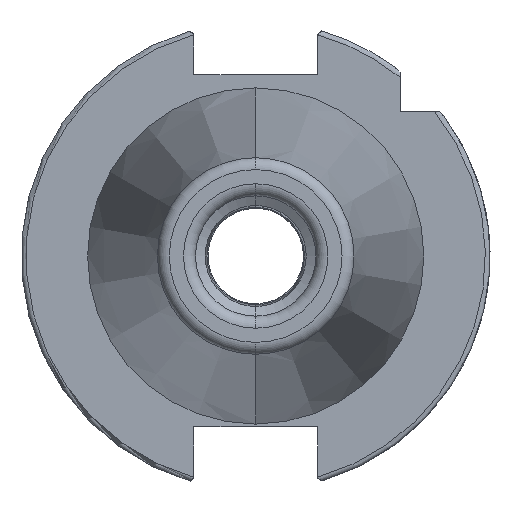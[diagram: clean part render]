
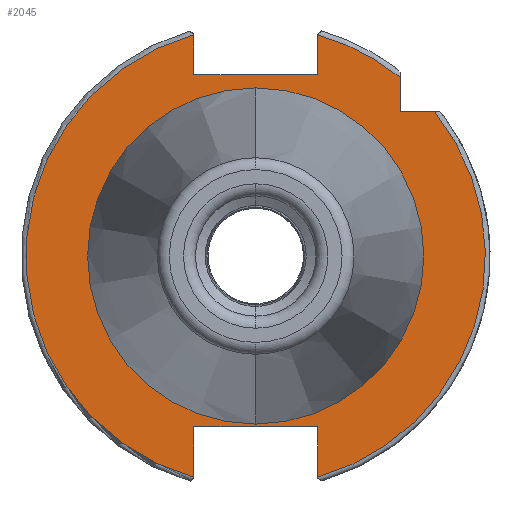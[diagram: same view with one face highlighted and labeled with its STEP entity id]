
A CAD part, left-side view. The second image highlights one B-rep face of the part: STEP entity #2045.
In plain terms, the highlighted planar face has unit normal (-1, 0, 0).
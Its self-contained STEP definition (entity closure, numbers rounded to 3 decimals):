
#56 = VERTEX_POINT ( 'NONE', #3172 ) ;
#184 = VERTEX_POINT ( 'NONE', #2554 ) ;
#214 = FACE_BOUND ( 'NONE', #1863, .T. ) ;
#224 = FACE_OUTER_BOUND ( 'NONE', #1640, .T. ) ;
#272 = VERTEX_POINT ( 'NONE', #1068 ) ;
#314 = ORIENTED_EDGE ( 'NONE', *, *, #2348, .T. ) ;
#321 = ORIENTED_EDGE ( 'NONE', *, *, #623, .T. ) ;
#323 = ORIENTED_EDGE ( 'NONE', *, *, #2687, .F. ) ;
#337 = ORIENTED_EDGE ( 'NONE', *, *, #3020, .F. ) ;
#342 = ORIENTED_EDGE ( 'NONE', *, *, #2411, .F. ) ;
#358 = ORIENTED_EDGE ( 'NONE', *, *, #1720, .F. ) ;
#367 = ORIENTED_EDGE ( 'NONE', *, *, #1381, .F. ) ;
#374 = PLANE ( 'NONE',  #805 ) ;
#393 = ORIENTED_EDGE ( 'NONE', *, *, #3641, .F. ) ;
#399 = ORIENTED_EDGE ( 'NONE', *, *, #3045, .F. ) ;
#406 = ORIENTED_EDGE ( 'NONE', *, *, #3266, .F. ) ;
#421 = CARTESIAN_POINT ( 'NONE',  ( 3.2, 47.725, 0. ) ) ;
#444 = ORIENTED_EDGE ( 'NONE', *, *, #3434, .F. ) ;
#449 = ORIENTED_EDGE ( 'NONE', *, *, #3538, .F. ) ;
#461 = DIRECTION ( 'NONE',  ( -1., 0., 0. ) ) ;
#483 = DIRECTION ( 'NONE',  ( 0., 0., 1. ) ) ;
#623 = EDGE_CURVE ( 'NONE', #2915, #3954, #1283, .T. ) ;
#626 = VECTOR ( 'NONE', #3895, 1000. ) ;
#629 = LINE ( 'NONE', #3359, #626 ) ;
#657 = ORIENTED_EDGE ( 'NONE', *, *, #2914, .F. ) ;
#805 = AXIS2_PLACEMENT_3D ( 'NONE', #421, #461, #483 ) ;
#825 = DIRECTION ( 'NONE',  ( 0., 1., 0. ) ) ;
#834 = DIRECTION ( 'NONE',  ( 0., 0., -1. ) ) ;
#838 = CARTESIAN_POINT ( 'NONE',  ( 3.2, 0., 34.925 ) ) ;
#869 = CARTESIAN_POINT ( 'NONE',  ( 3.2, 0., 0. ) ) ;
#877 = CARTESIAN_POINT ( 'NONE',  ( 3.2, 12.85, -35.5 ) ) ;
#889 = DIRECTION ( 'NONE',  ( 1., 0., 0. ) ) ;
#911 = CIRCLE ( 'NONE', #2487, 47.725 ) ;
#940 = AXIS2_PLACEMENT_3D ( 'NONE', #3696, #3679, #3488 ) ;
#947 = DIRECTION ( 'NONE',  ( 0., 0., -1. ) ) ;
#981 = DIRECTION ( 'NONE',  ( 0., 0., -1. ) ) ;
#1068 = CARTESIAN_POINT ( 'NONE',  ( 3.2, -37.117, 30. ) ) ;
#1104 = CARTESIAN_POINT ( 'NONE',  ( 3.2, -30., 30. ) ) ;
#1137 = CARTESIAN_POINT ( 'NONE',  ( 3.2, -30., 30. ) ) ;
#1148 = DIRECTION ( 'NONE',  ( 1., 0., 0. ) ) ;
#1283 = CIRCLE ( 'NONE', #2747, 34.925 ) ;
#1381 = EDGE_CURVE ( 'NONE', #1627, #2757, #911, .T. ) ;
#1459 = CARTESIAN_POINT ( 'NONE',  ( 3.2, 0., 0. ) ) ;
#1552 = AXIS2_PLACEMENT_3D ( 'NONE', #1459, #1148, #834 ) ;
#1589 = DIRECTION ( 'NONE',  ( 0., 0., -1. ) ) ;
#1616 = DIRECTION ( 'NONE',  ( 1., 0., 0. ) ) ;
#1627 = VERTEX_POINT ( 'NONE', #2755 ) ;
#1640 = EDGE_LOOP ( 'NONE', ( #449, #444, #406, #399, #393, #367, #358, #342, #337, #657, #323 ) ) ;
#1655 = CARTESIAN_POINT ( 'NONE',  ( 3.2, 0., 0. ) ) ;
#1712 = VERTEX_POINT ( 'NONE', #3809 ) ;
#1720 = EDGE_CURVE ( 'NONE', #2713, #1627, #629, .T. ) ;
#1832 = CARTESIAN_POINT ( 'NONE',  ( 3.2, 12.85, 37.7 ) ) ;
#1834 = DIRECTION ( 'NONE',  ( 0., 0., 1. ) ) ;
#1863 = EDGE_LOOP ( 'NONE', ( #321, #314 ) ) ;
#1950 = CARTESIAN_POINT ( 'NONE',  ( 3.2, 12.85, 45.963 ) ) ;
#1955 = CARTESIAN_POINT ( 'NONE',  ( 3.2, 0., 0. ) ) ;
#1969 = DIRECTION ( 'NONE',  ( 1., 0., 0. ) ) ;
#1974 = DIRECTION ( 'NONE',  ( 0., 0., -1. ) ) ;
#2045 = ADVANCED_FACE ( 'NONE', ( #224, #214 ), #374, .T. ) ;
#2348 = EDGE_CURVE ( 'NONE', #3954, #2915, #4195, .T. ) ;
#2350 = AXIS2_PLACEMENT_3D ( 'NONE', #1655, #1616, #1589 ) ;
#2411 = EDGE_CURVE ( 'NONE', #1712, #2713, #4180, .T. ) ;
#2448 = CARTESIAN_POINT ( 'NONE',  ( 3.2, 12.85, 37.7 ) ) ;
#2487 = AXIS2_PLACEMENT_3D ( 'NONE', #869, #889, #947 ) ;
#2523 = DIRECTION ( 'NONE',  ( 0., -1., 0. ) ) ;
#2554 = CARTESIAN_POINT ( 'NONE',  ( 3.2, -30., 37.117 ) ) ;
#2561 = CARTESIAN_POINT ( 'NONE',  ( 3.2, 0., -34.925 ) ) ;
#2659 = CARTESIAN_POINT ( 'NONE',  ( 3.2, -12.85, 45.963 ) ) ;
#2687 = EDGE_CURVE ( 'NONE', #3398, #272, #4071, .T. ) ;
#2713 = VERTEX_POINT ( 'NONE', #2951 ) ;
#2744 = DIRECTION ( 'NONE',  ( 0., -1., 0. ) ) ;
#2747 = AXIS2_PLACEMENT_3D ( 'NONE', #1955, #1969, #1974 ) ;
#2752 = VERTEX_POINT ( 'NONE', #2659 ) ;
#2755 = CARTESIAN_POINT ( 'NONE',  ( 3.2, 12.85, -45.963 ) ) ;
#2757 = VERTEX_POINT ( 'NONE', #1950 ) ;
#2802 = DIRECTION ( 'NONE',  ( 0., 0., 1. ) ) ;
#2914 = EDGE_CURVE ( 'NONE', #272, #3008, #3915, .T. ) ;
#2915 = VERTEX_POINT ( 'NONE', #2561 ) ;
#2951 = CARTESIAN_POINT ( 'NONE',  ( 3.2, 12.85, -35.5 ) ) ;
#3008 = VERTEX_POINT ( 'NONE', #3197 ) ;
#3020 = EDGE_CURVE ( 'NONE', #3008, #1712, #3838, .T. ) ;
#3045 = EDGE_CURVE ( 'NONE', #3862, #56, #3827, .T. ) ;
#3115 = CARTESIAN_POINT ( 'NONE',  ( 3.2, -30., 30. ) ) ;
#3135 = CARTESIAN_POINT ( 'NONE',  ( 3.2, -12.85, -47. ) ) ;
#3172 = CARTESIAN_POINT ( 'NONE',  ( 3.2, -12.85, 37.7 ) ) ;
#3197 = CARTESIAN_POINT ( 'NONE',  ( 3.2, -12.85, -45.963 ) ) ;
#3209 = VECTOR ( 'NONE', #3509, 1000. ) ;
#3246 = LINE ( 'NONE', #3499, #3209 ) ;
#3266 = EDGE_CURVE ( 'NONE', #56, #2752, #3666, .T. ) ;
#3359 = CARTESIAN_POINT ( 'NONE',  ( 3.2, 12.85, -47. ) ) ;
#3385 = LINE ( 'NONE', #1104, #3388 ) ;
#3388 = VECTOR ( 'NONE', #981, 1000. ) ;
#3398 = VERTEX_POINT ( 'NONE', #1137 ) ;
#3407 = CARTESIAN_POINT ( 'NONE',  ( 3.2, -12.85, 37.7 ) ) ;
#3434 = EDGE_CURVE ( 'NONE', #2752, #184, #3491, .T. ) ;
#3488 = DIRECTION ( 'NONE',  ( 0., 0., -1. ) ) ;
#3491 = CIRCLE ( 'NONE', #940, 47.725 ) ;
#3499 = CARTESIAN_POINT ( 'NONE',  ( 3.2, 12.85, 37.7 ) ) ;
#3509 = DIRECTION ( 'NONE',  ( 0., 0., -1. ) ) ;
#3538 = EDGE_CURVE ( 'NONE', #184, #3398, #3385, .T. ) ;
#3585 = VECTOR ( 'NONE', #1834, 1000. ) ;
#3641 = EDGE_CURVE ( 'NONE', #2757, #3862, #3246, .T. ) ;
#3666 = LINE ( 'NONE', #3407, #3585 ) ;
#3679 = DIRECTION ( 'NONE',  ( 1., 0., 0. ) ) ;
#3696 = CARTESIAN_POINT ( 'NONE',  ( 3.2, 0., 0. ) ) ;
#3795 = VECTOR ( 'NONE', #2523, 1000. ) ;
#3809 = CARTESIAN_POINT ( 'NONE',  ( 3.2, -12.85, -35.5 ) ) ;
#3827 = LINE ( 'NONE', #2448, #3795 ) ;
#3835 = VECTOR ( 'NONE', #2802, 1000. ) ;
#3838 = LINE ( 'NONE', #3135, #3835 ) ;
#3862 = VERTEX_POINT ( 'NONE', #1832 ) ;
#3895 = DIRECTION ( 'NONE',  ( 0., 0., -1. ) ) ;
#3915 = CIRCLE ( 'NONE', #1552, 47.725 ) ;
#3954 = VERTEX_POINT ( 'NONE', #838 ) ;
#4039 = VECTOR ( 'NONE', #2744, 1000. ) ;
#4071 = LINE ( 'NONE', #3115, #4039 ) ;
#4178 = VECTOR ( 'NONE', #825, 1000. ) ;
#4180 = LINE ( 'NONE', #877, #4178 ) ;
#4195 = CIRCLE ( 'NONE', #2350, 34.925 ) ;
